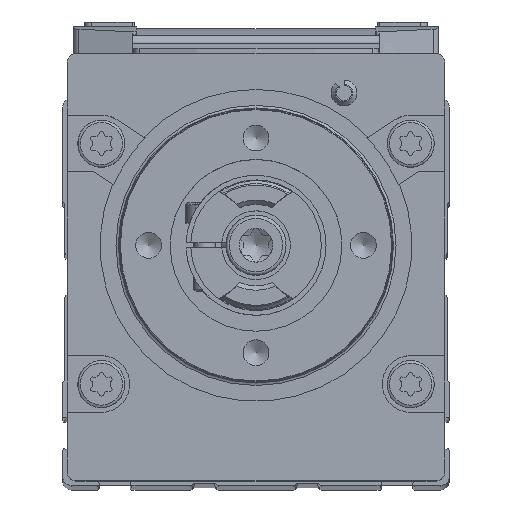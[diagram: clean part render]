
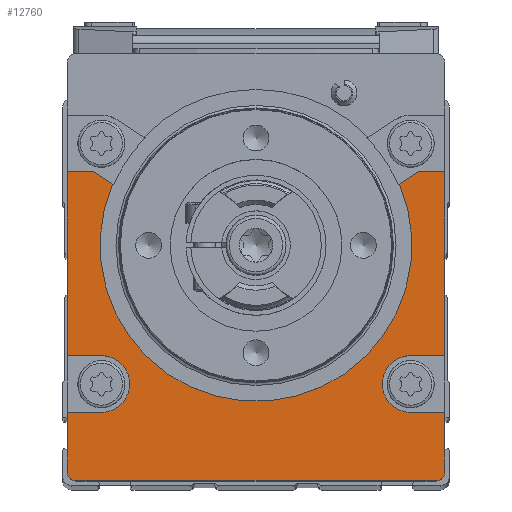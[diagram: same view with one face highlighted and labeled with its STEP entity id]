
A CAD part, top view. The second image highlights one B-rep face of the part: STEP entity #12760.
In plain terms, the highlighted planar face has unit normal (0, 0, 1).
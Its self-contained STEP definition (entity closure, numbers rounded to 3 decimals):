
#524=CIRCLE('',#14996,18.15);
#525=CIRCLE('',#14997,0.3);
#526=CIRCLE('',#14998,3.3);
#527=CIRCLE('',#14999,1.);
#528=CIRCLE('',#15000,1.);
#529=CIRCLE('',#15001,3.3);
#530=CIRCLE('',#15002,0.3);
#1208=ORIENTED_EDGE('',*,*,#4990,.T.);
#1209=ORIENTED_EDGE('',*,*,#4991,.F.);
#1210=ORIENTED_EDGE('',*,*,#4992,.T.);
#1211=ORIENTED_EDGE('',*,*,#4993,.F.);
#1212=ORIENTED_EDGE('',*,*,#4994,.T.);
#1213=ORIENTED_EDGE('',*,*,#4995,.F.);
#1214=ORIENTED_EDGE('',*,*,#4996,.F.);
#1215=ORIENTED_EDGE('',*,*,#4997,.F.);
#1216=ORIENTED_EDGE('',*,*,#4998,.T.);
#1217=ORIENTED_EDGE('',*,*,#4999,.T.);
#1218=ORIENTED_EDGE('',*,*,#5000,.T.);
#1219=ORIENTED_EDGE('',*,*,#5001,.T.);
#1220=ORIENTED_EDGE('',*,*,#5002,.T.);
#1221=ORIENTED_EDGE('',*,*,#5003,.F.);
#1222=ORIENTED_EDGE('',*,*,#5004,.F.);
#1223=ORIENTED_EDGE('',*,*,#5005,.T.);
#1224=ORIENTED_EDGE('',*,*,#5006,.T.);
#1225=ORIENTED_EDGE('',*,*,#5007,.F.);
#1226=ORIENTED_EDGE('',*,*,#5008,.T.);
#1227=ORIENTED_EDGE('',*,*,#5009,.F.);
#4990=EDGE_CURVE('',#6880,#6881,#524,.T.);
#4991=EDGE_CURVE('',#6882,#6881,#8168,.T.);
#4992=EDGE_CURVE('',#6882,#6883,#525,.T.);
#4993=EDGE_CURVE('',#6884,#6883,#8169,.T.);
#4994=EDGE_CURVE('',#6884,#6885,#8170,.T.);
#4995=EDGE_CURVE('',#6886,#6885,#8171,.T.);
#4996=EDGE_CURVE('',#6887,#6886,#526,.T.);
#4997=EDGE_CURVE('',#6888,#6887,#8172,.T.);
#4998=EDGE_CURVE('',#6888,#6889,#8173,.T.);
#4999=EDGE_CURVE('',#6889,#6890,#527,.T.);
#5000=EDGE_CURVE('',#6890,#6891,#8174,.T.);
#5001=EDGE_CURVE('',#6891,#6892,#528,.T.);
#5002=EDGE_CURVE('',#6892,#6893,#8175,.T.);
#5003=EDGE_CURVE('',#6894,#6893,#8176,.T.);
#5004=EDGE_CURVE('',#6895,#6894,#529,.T.);
#5005=EDGE_CURVE('',#6895,#6896,#8177,.T.);
#5006=EDGE_CURVE('',#6896,#6897,#8178,.T.);
#5007=EDGE_CURVE('',#6898,#6897,#8179,.T.);
#5008=EDGE_CURVE('',#6898,#6899,#530,.T.);
#5009=EDGE_CURVE('',#6880,#6899,#8180,.T.);
#6880=VERTEX_POINT('',#20516);
#6881=VERTEX_POINT('',#20517);
#6882=VERTEX_POINT('',#20519);
#6883=VERTEX_POINT('',#20521);
#6884=VERTEX_POINT('',#20523);
#6885=VERTEX_POINT('',#20525);
#6886=VERTEX_POINT('',#20527);
#6887=VERTEX_POINT('',#20529);
#6888=VERTEX_POINT('',#20531);
#6889=VERTEX_POINT('',#20533);
#6890=VERTEX_POINT('',#20535);
#6891=VERTEX_POINT('',#20537);
#6892=VERTEX_POINT('',#20539);
#6893=VERTEX_POINT('',#20541);
#6894=VERTEX_POINT('',#20543);
#6895=VERTEX_POINT('',#20545);
#6896=VERTEX_POINT('',#20547);
#6897=VERTEX_POINT('',#20549);
#6898=VERTEX_POINT('',#20551);
#6899=VERTEX_POINT('',#20553);
#8168=LINE('',#20518,#9321);
#8169=LINE('',#20522,#9322);
#8170=LINE('',#20524,#9323);
#8171=LINE('',#20526,#9324);
#8172=LINE('',#20530,#9325);
#8173=LINE('',#20532,#9326);
#8174=LINE('',#20536,#9327);
#8175=LINE('',#20540,#9328);
#8176=LINE('',#20542,#9329);
#8177=LINE('',#20546,#9330);
#8178=LINE('',#20548,#9331);
#8179=LINE('',#20550,#9332);
#8180=LINE('',#20554,#9333);
#9321=VECTOR('',#16470,1000.);
#9322=VECTOR('',#16473,1000.);
#9323=VECTOR('',#16474,1000.);
#9324=VECTOR('',#16475,1000.);
#9325=VECTOR('',#16478,1000.);
#9326=VECTOR('',#16479,1000.);
#9327=VECTOR('',#16482,1000.);
#9328=VECTOR('',#16485,1000.);
#9329=VECTOR('',#16486,1000.);
#9330=VECTOR('',#16489,1000.);
#9331=VECTOR('',#16490,1000.);
#9332=VECTOR('',#16491,1000.);
#9333=VECTOR('',#16494,1000.);
#10459=EDGE_LOOP('',(#1208,#1209,#1210,#1211,#1212,#1213,#1214,#1215,#1216,
#1217,#1218,#1219,#1220,#1221,#1222,#1223,#1224,#1225,#1226,#1227));
#11411=FACE_BOUND('',#10459,.T.);
#12369=PLANE('',#14995);
#12760=ADVANCED_FACE('',(#11411),#12369,.T.);
#14995=AXIS2_PLACEMENT_3D('',#20514,#16466,#16467);
#14996=AXIS2_PLACEMENT_3D('',#20515,#16468,#16469);
#14997=AXIS2_PLACEMENT_3D('',#20520,#16471,#16472);
#14998=AXIS2_PLACEMENT_3D('',#20528,#16476,#16477);
#14999=AXIS2_PLACEMENT_3D('',#20534,#16480,#16481);
#15000=AXIS2_PLACEMENT_3D('',#20538,#16483,#16484);
#15001=AXIS2_PLACEMENT_3D('',#20544,#16487,#16488);
#15002=AXIS2_PLACEMENT_3D('',#20552,#16492,#16493);
#16466=DIRECTION('',(0.,0.,1.));
#16467=DIRECTION('',(1.,0.,0.));
#16468=DIRECTION('',(0.,0.,-1.));
#16469=DIRECTION('',(-1.,0.,0.));
#16470=DIRECTION('',(0.835,-0.55,0.));
#16471=DIRECTION('',(0.,0.,1.));
#16472=DIRECTION('',(1.,0.,0.));
#16473=DIRECTION('',(1.,0.,0.));
#16474=DIRECTION('',(0.,-1.,0.));
#16475=DIRECTION('',(-1.,0.,0.));
#16476=DIRECTION('',(0.,0.,1.));
#16477=DIRECTION('',(1.,0.,0.));
#16478=DIRECTION('',(1.,0.,0.));
#16479=DIRECTION('',(0.,-1.,0.));
#16480=DIRECTION('',(0.,0.,1.));
#16481=DIRECTION('',(1.,0.,0.));
#16482=DIRECTION('',(1.,0.,0.));
#16483=DIRECTION('',(0.,0.,1.));
#16484=DIRECTION('',(1.,0.,0.));
#16485=DIRECTION('',(0.,1.,0.));
#16486=DIRECTION('',(1.,0.,0.));
#16487=DIRECTION('',(0.,0.,1.));
#16488=DIRECTION('',(1.,0.,0.));
#16489=DIRECTION('',(1.,0.,0.));
#16490=DIRECTION('',(0.,1.,0.));
#16491=DIRECTION('',(1.,0.,0.));
#16492=DIRECTION('',(0.,0.,1.));
#16493=DIRECTION('',(1.,0.,0.));
#16494=DIRECTION('',(0.835,0.55,0.));
#20514=CARTESIAN_POINT('',(-21.,1.5,14.8));
#20515=CARTESIAN_POINT('',(0.,27.9,14.8));
#20516=CARTESIAN_POINT('',(16.696,35.019,14.8));
#20517=CARTESIAN_POINT('',(-16.696,35.019,14.8));
#20518=CARTESIAN_POINT('',(-18.825,36.421,14.8));
#20519=CARTESIAN_POINT('',(-18.825,36.421,14.8));
#20520=CARTESIAN_POINT('',(-18.99,36.17,14.8));
#20521=CARTESIAN_POINT('',(-18.99,36.47,14.8));
#20522=CARTESIAN_POINT('',(-22.5,36.47,14.8));
#20523=CARTESIAN_POINT('',(-22.,36.47,14.8));
#20524=CARTESIAN_POINT('',(-22.,49.2,14.8));
#20525=CARTESIAN_POINT('',(-22.,15.07,14.8));
#20526=CARTESIAN_POINT('',(-18.,15.07,14.8));
#20527=CARTESIAN_POINT('',(-18.,15.07,14.8));
#20528=CARTESIAN_POINT('',(-18.,11.77,14.8));
#20529=CARTESIAN_POINT('',(-18.,8.47,14.8));
#20530=CARTESIAN_POINT('',(-23.,8.47,14.8));
#20531=CARTESIAN_POINT('',(-22.,8.47,14.8));
#20532=CARTESIAN_POINT('',(-22.,49.2,14.8));
#20533=CARTESIAN_POINT('',(-22.,1.5,14.8));
#20534=CARTESIAN_POINT('',(-21.,1.5,14.8));
#20535=CARTESIAN_POINT('',(-21.,0.5,14.8));
#20536=CARTESIAN_POINT('',(-21.,0.5,14.8));
#20537=CARTESIAN_POINT('',(21.,0.5,14.8));
#20538=CARTESIAN_POINT('',(21.,1.5,14.8));
#20539=CARTESIAN_POINT('',(22.,1.5,14.8));
#20540=CARTESIAN_POINT('',(22.,1.5,14.8));
#20541=CARTESIAN_POINT('',(22.,8.47,14.8));
#20542=CARTESIAN_POINT('',(18.,8.47,14.8));
#20543=CARTESIAN_POINT('',(18.,8.47,14.8));
#20544=CARTESIAN_POINT('',(18.,11.77,14.8));
#20545=CARTESIAN_POINT('',(18.,15.07,14.8));
#20546=CARTESIAN_POINT('',(-21.,15.07,14.8));
#20547=CARTESIAN_POINT('',(22.,15.07,14.8));
#20548=CARTESIAN_POINT('',(22.,1.5,14.8));
#20549=CARTESIAN_POINT('',(22.,36.47,14.8));
#20550=CARTESIAN_POINT('',(18.99,36.47,14.8));
#20551=CARTESIAN_POINT('',(18.99,36.47,14.8));
#20552=CARTESIAN_POINT('',(18.99,36.17,14.8));
#20553=CARTESIAN_POINT('',(18.825,36.421,14.8));
#20554=CARTESIAN_POINT('',(16.568,34.935,14.8));
